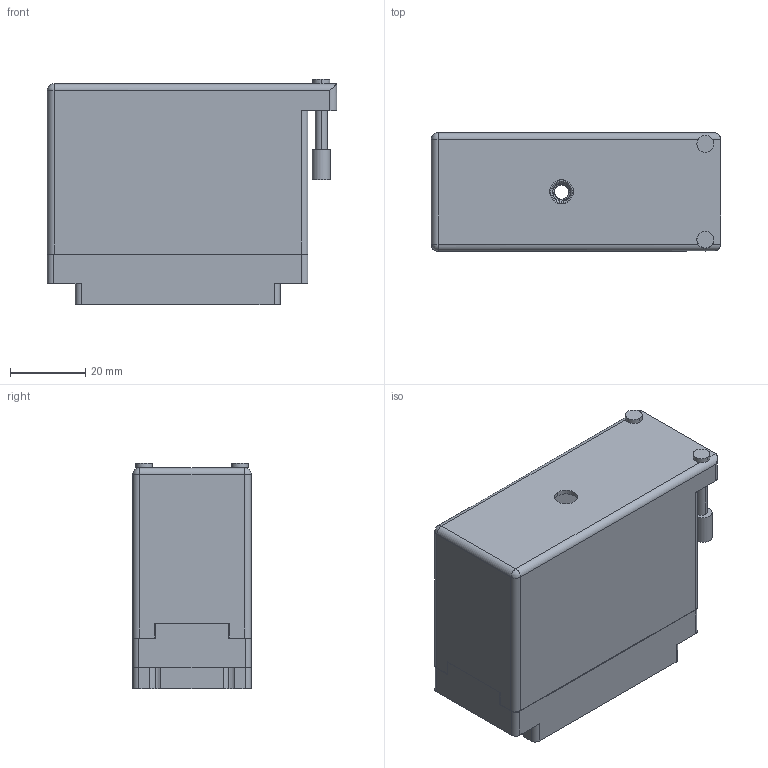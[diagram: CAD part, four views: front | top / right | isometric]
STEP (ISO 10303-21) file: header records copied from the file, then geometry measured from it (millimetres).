
FILE_DESCRIPTION (( 'STEP AP203' ), '1' );
FILE_NAME ('516-090-000-356.STEP', '2020-03-10T16:16:04', ( '' ), ( '' ), 'SwSTEP 2.0', 'SolidWorks 2016', '' );
FILE_SCHEMA (( 'CONFIG_CONTROL_DESIGN' ));
Length unit declared in the file: inch
Products named in the file (4): 516 Plug Insulator_090; 516-090-000-356; 516-252-095-100; 516-230-001_Metal - 090 Side Entry
Assembly tree (3 placements, depth 2):
  516-090-000-356
    516 Plug Insulator_090
    516-230-001_Metal - 090 Side Entry
    516-252-095-100
Bounding box: 76.66 x 31.34 x 59.84 mm (x, y, z)
Volume: 31512.5 mm3; surface area: 44751.3 mm2
Topology: 3 solids, 3 shells, 1960 faces, 5801 edges, 3859 vertices
Faces by surface type: plane 1427, cylinder 513, cone 12, bspline 6, sphere 2
Entity records: 68136 total; most frequent: CARTESIAN_POINT 13666, ORIENTED_EDGE 11598, DIRECTION 11050, EDGE_CURVE 5799, LINE 4360, VECTOR 4360, VERTEX_POINT 3859, AXIS2_PLACEMENT_3D 3345
